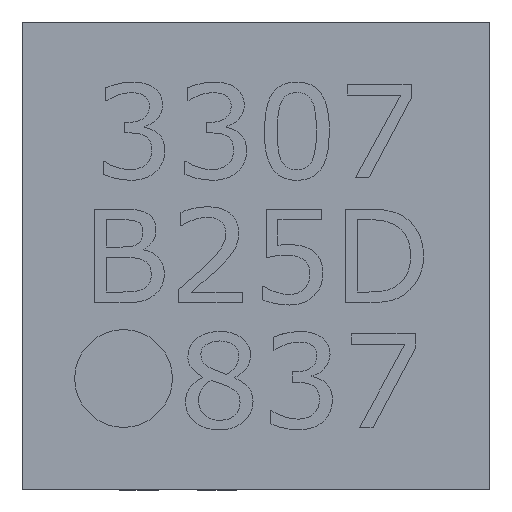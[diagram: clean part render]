
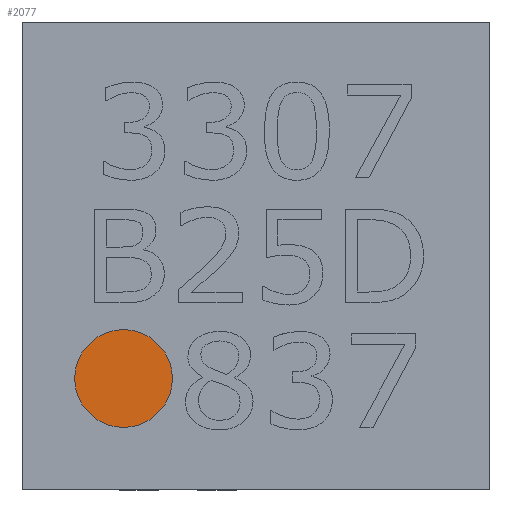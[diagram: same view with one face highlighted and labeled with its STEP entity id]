
A CAD part, top view. The second image highlights one B-rep face of the part: STEP entity #2077.
In plain terms, the highlighted planar face has unit normal (0, 0, 1).
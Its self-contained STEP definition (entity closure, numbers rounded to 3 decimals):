
#1454 = CIRCLE ( 'NONE', #8762, 0.314 ) ;
#2077 = ADVANCED_FACE ( 'NONE', ( #8958 ), #17567, .T. ) ;
#2375 = EDGE_CURVE ( 'NONE', #19975, #14727, #17172, .T. ) ;
#2638 = CARTESIAN_POINT ( 'NONE',  ( -0.85, -0.786, 0.849 ) ) ;
#2930 = EDGE_LOOP ( 'NONE', ( #11763, #16350 ) ) ;
#4829 = AXIS2_PLACEMENT_3D ( 'NONE', #14510, #21431, #10566 ) ;
#5176 = AXIS2_PLACEMENT_3D ( 'NONE', #19298, #10365, #22272 ) ;
#8494 = DIRECTION ( 'NONE',  ( 1., 0., 0. ) ) ;
#8723 = CARTESIAN_POINT ( 'NONE',  ( -0.536, -0.786, 0.849 ) ) ;
#8762 = AXIS2_PLACEMENT_3D ( 'NONE', #2638, #21775, #8494 ) ;
#8958 = FACE_OUTER_BOUND ( 'NONE', #2930, .T. ) ;
#10365 = DIRECTION ( 'NONE',  ( 0., 0., 1. ) ) ;
#10566 = DIRECTION ( 'NONE',  ( 1., 0., 0. ) ) ;
#11763 = ORIENTED_EDGE ( 'NONE', *, *, #2375, .T. ) ;
#14510 = CARTESIAN_POINT ( 'NONE',  ( -0.85, -0.786, 0.849 ) ) ;
#14727 = VERTEX_POINT ( 'NONE', #20698 ) ;
#16280 = EDGE_CURVE ( 'NONE', #14727, #19975, #1454, .T. ) ;
#16350 = ORIENTED_EDGE ( 'NONE', *, *, #16280, .T. ) ;
#17172 = CIRCLE ( 'NONE', #5176, 0.314 ) ;
#17567 = PLANE ( 'NONE',  #4829 ) ;
#19298 = CARTESIAN_POINT ( 'NONE',  ( -0.85, -0.786, 0.849 ) ) ;
#19975 = VERTEX_POINT ( 'NONE', #8723 ) ;
#20698 = CARTESIAN_POINT ( 'NONE',  ( -1.163, -0.786, 0.849 ) ) ;
#21431 = DIRECTION ( 'NONE',  ( 0., 0., 1. ) ) ;
#21775 = DIRECTION ( 'NONE',  ( 0., 0., 1. ) ) ;
#22272 = DIRECTION ( 'NONE',  ( 1., 0., 0. ) ) ;
